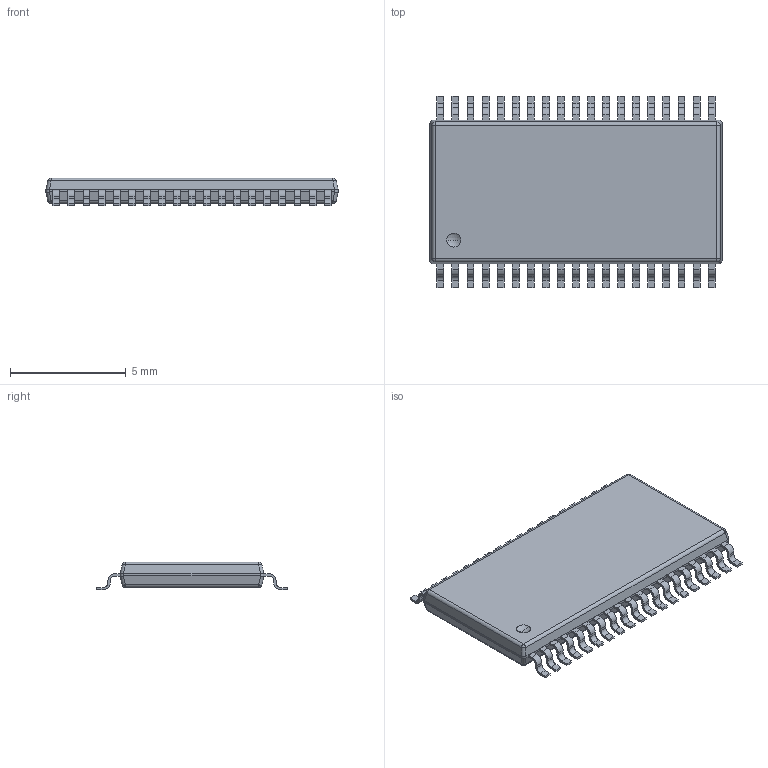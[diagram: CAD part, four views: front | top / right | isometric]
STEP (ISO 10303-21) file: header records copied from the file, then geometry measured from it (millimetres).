
FILE_DESCRIPTION (( 'STEP AP214' ), '1' );
FILE_NAME ('User Library-DA (R-PDSO-G38).STEP', '2018-01-30T02:55:23', ( '' ), ( '' ), 'SwSTEP 2.0', 'SolidWorks 2018', '' );
FILE_SCHEMA (( 'AUTOMOTIVE_DESIGN' ));
Length unit declared in the file: millimetre
Products named in the file (1): User Library-DA (R-PDSO-G38)
Bounding box: 12.6 x 8.25 x 1.2 mm (x, y, z)
Volume: 85.3 mm3; surface area: 231 mm2
Topology: 20 solids, 20 shells, 578 faces, 1510 edges, 973 vertices
Faces by surface type: plane 394, cylinder 174, sphere 10
Entity records: 18480 total; most frequent: CARTESIAN_POINT 3134, ORIENTED_EDGE 3020, DIRECTION 2978, EDGE_CURVE 1510, LINE 1152, VECTOR 1152, VERTEX_POINT 973, AXIS2_PLACEMENT_3D 913
